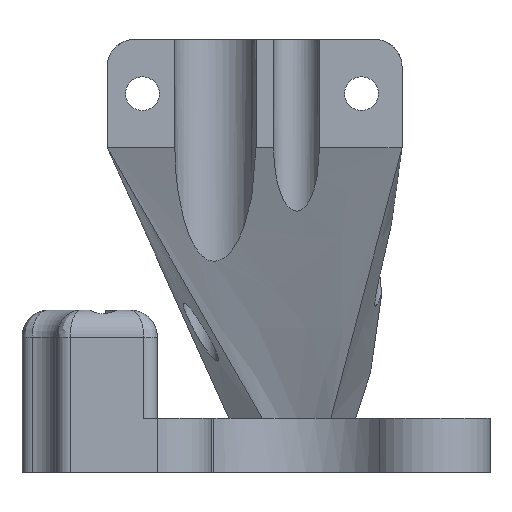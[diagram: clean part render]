
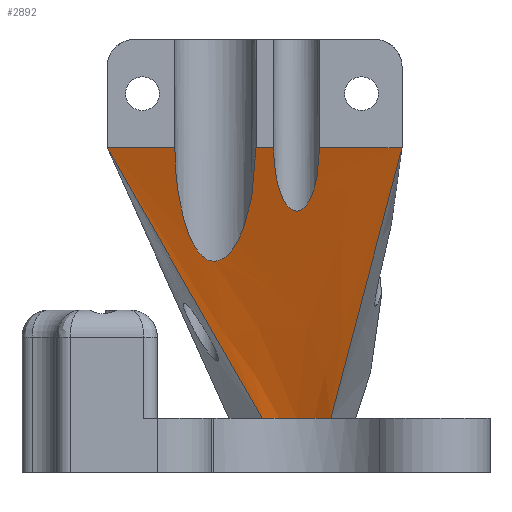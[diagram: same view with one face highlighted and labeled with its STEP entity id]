
A CAD part, front view. The second image highlights one B-rep face of the part: STEP entity #2892.
In plain terms, the highlighted free-form (B-spline) face has degree [3, 3] with [4, 4] control points.
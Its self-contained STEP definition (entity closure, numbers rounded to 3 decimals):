
#116=B_SPLINE_CURVE_WITH_KNOTS('',3,(#3704,#3705,#3706,#3707),
 .UNSPECIFIED.,.F.,.U.,(4,4),(0.,1.),.UNSPECIFIED.);
#124=B_SPLINE_CURVE_WITH_KNOTS('',3,(#4246,#4247,#4248,#4249,#4250,#4251,
#4252,#4253,#4254,#4255,#4256,#4257,#4258,#4259,#4260,#4261,#4262,#4263,
#4264,#4265,#4266,#4267,#4268,#4269),.UNSPECIFIED.,.F.,.U.,(4,2,2,2,2,2,
2,2,2,2,2,4),(-1.12,-1.003,-0.821,-0.726,
-0.672,-0.639,-0.611,-0.578,
-0.544,-0.5,-0.408,0.),
 .UNSPECIFIED.);
#125=B_SPLINE_CURVE_WITH_KNOTS('',3,(#4275,#4276,#4277,#4278,#4279,#4280,
#4281,#4282,#4283,#4284,#4285,#4286,#4287,#4288,#4289,#4290,#4291,#4292,
#4293,#4294,#4295,#4296),.UNSPECIFIED.,.F.,.U.,(4,2,2,2,2,2,2,2,2,2,4),
(-0.945,-0.906,-0.561,-0.449,
-0.412,-0.387,-0.364,-0.337,
-0.291,-0.203,0.),.UNSPECIFIED.);
#126=B_SPLINE_CURVE_WITH_KNOTS('',3,(#4317,#4318,#4319,#4320),
 .UNSPECIFIED.,.F.,.U.,(4,4),(0.,1.),.UNSPECIFIED.);
#296=VECTOR('',#1261,1.);
#472=LINE('',#4315,#296);
#633=VERTEX_POINT('',#3493);
#671=VERTEX_POINT('',#3638);
#681=VERTEX_POINT('',#3703);
#757=VERTEX_POINT('',#4245);
#758=VERTEX_POINT('',#4270);
#759=VERTEX_POINT('',#4274);
#760=VERTEX_POINT('',#4297);
#761=VERTEX_POINT('',#4316);
#1261=DIRECTION('',(1.,0.,0.));
#1262=DIRECTION('',(0.,1.,0.));
#1263=DIRECTION('',(9.525,0.,0.));
#1478=AXIS2_PLACEMENT_3D('',#4321,#1262,#1263);
#1562=CIRCLE('',#1478,9.525);
#1747=EDGE_CURVE('',#681,#671,#116,.T.);
#1861=EDGE_CURVE('',#758,#757,#124,.T.);
#1864=EDGE_CURVE('',#760,#759,#125,.T.);
#1866=EDGE_CURVE('',#761,#757,#472,.T.);
#1867=EDGE_CURVE('',#761,#633,#126,.T.);
#1868=EDGE_CURVE('',#671,#633,#1562,.T.);
#1869=EDGE_CURVE('',#760,#681,#472,.T.);
#1870=EDGE_CURVE('',#758,#759,#472,.T.);
#2439=ORIENTED_EDGE('',*,*,#1861,.T.);
#2440=ORIENTED_EDGE('',*,*,#1866,.F.);
#2441=ORIENTED_EDGE('',*,*,#1867,.T.);
#2442=ORIENTED_EDGE('',*,*,#1868,.F.);
#2443=ORIENTED_EDGE('',*,*,#1747,.F.);
#2444=ORIENTED_EDGE('',*,*,#1869,.F.);
#2445=ORIENTED_EDGE('',*,*,#1864,.T.);
#2446=ORIENTED_EDGE('',*,*,#1870,.F.);
#2631=EDGE_LOOP('',(#2439,#2440,#2441,#2442,#2443,#2444,#2445,#2446));
#2770=FACE_BOUND('',#2631,.T.);
#2892=ADVANCED_FACE('',(#2770),#4409,.F.);
#3493=CARTESIAN_POINT('',(-3.21,19.622,-8.714));
#3638=CARTESIAN_POINT('',(3.21,19.622,-8.714));
#3703=CARTESIAN_POINT('',(9.906,45.022,0.));
#3704=CARTESIAN_POINT('',(9.906,45.022,0.));
#3705=CARTESIAN_POINT('',(7.674,36.555,-2.905));
#3706=CARTESIAN_POINT('',(5.442,28.088,-5.809));
#3707=CARTESIAN_POINT('',(3.21,19.622,-8.714));
#4245=CARTESIAN_POINT('',(-11.43,45.022,0.));
#4246=CARTESIAN_POINT('',(-3.81,45.022,0.));
#4247=CARTESIAN_POINT('',(-3.81,43.843,-0.43));
#4248=CARTESIAN_POINT('',(-3.883,42.64,-0.869));
#4249=CARTESIAN_POINT('',(-4.275,39.67,-1.953));
#4250=CARTESIAN_POINT('',(-4.688,38.079,-2.532));
#4251=CARTESIAN_POINT('',(-5.52,36.212,-3.2));
#4252=CARTESIAN_POINT('',(-5.834,35.688,-3.384));
#4253=CARTESIAN_POINT('',(-6.353,35.062,-3.599));
#4254=CARTESIAN_POINT('',(-6.572,34.844,-3.672));
#4255=CARTESIAN_POINT('',(-6.976,34.572,-3.758));
#4256=CARTESIAN_POINT('',(-7.145,34.486,-3.785));
#4257=CARTESIAN_POINT('',(-7.477,34.387,-3.81));
#4258=CARTESIAN_POINT('',(-7.631,34.366,-3.813));
#4259=CARTESIAN_POINT('',(-7.974,34.381,-3.798));
#4260=CARTESIAN_POINT('',(-8.15,34.427,-3.777));
#4261=CARTESIAN_POINT('',(-8.489,34.58,-3.714));
#4262=CARTESIAN_POINT('',(-8.645,34.686,-3.672));
#4263=CARTESIAN_POINT('',(-8.971,34.963,-3.568));
#4264=CARTESIAN_POINT('',(-9.135,35.148,-3.5));
#4265=CARTESIAN_POINT('',(-9.579,35.738,-3.285));
#4266=CARTESIAN_POINT('',(-9.826,36.211,-3.117));
#4267=CARTESIAN_POINT('',(-10.896,38.675,-2.246));
#4268=CARTESIAN_POINT('',(-11.43,41.774,-1.164));
#4269=CARTESIAN_POINT('',(-11.43,45.022,0.));
#4270=CARTESIAN_POINT('',(-3.81,45.022,0.));
#4274=CARTESIAN_POINT('',(-2.159,45.022,0.));
#4275=CARTESIAN_POINT('',(2.159,45.022,0.));
#4276=CARTESIAN_POINT('',(2.159,44.855,-0.06));
#4277=CARTESIAN_POINT('',(2.156,44.688,-0.12));
#4278=CARTESIAN_POINT('',(2.107,43.063,-0.706));
#4279=CARTESIAN_POINT('',(1.872,41.696,-1.2));
#4280=CARTESIAN_POINT('',(1.36,40.361,-1.686));
#4281=CARTESIAN_POINT('',(1.145,39.881,-1.861));
#4282=CARTESIAN_POINT('',(0.736,39.415,-2.033));
#4283=CARTESIAN_POINT('',(0.62,39.308,-2.073));
#4284=CARTESIAN_POINT('',(0.4,39.171,-2.124));
#4285=CARTESIAN_POINT('',(0.303,39.128,-2.14));
#4286=CARTESIAN_POINT('',(0.103,39.08,-2.159));
#4287=CARTESIAN_POINT('',(0.005,39.075,-2.161));
#4288=CARTESIAN_POINT('',(-0.209,39.104,-2.152));
#4289=CARTESIAN_POINT('',(-0.318,39.144,-2.138));
#4290=CARTESIAN_POINT('',(-0.59,39.295,-2.084));
#4291=CARTESIAN_POINT('',(-0.738,39.436,-2.034));
#4292=CARTESIAN_POINT('',(-1.094,39.866,-1.879));
#4293=CARTESIAN_POINT('',(-1.309,40.258,-1.736));
#4294=CARTESIAN_POINT('',(-1.919,41.863,-1.152));
#4295=CARTESIAN_POINT('',(-2.159,43.408,-0.588));
#4296=CARTESIAN_POINT('',(-2.159,45.022,0.));
#4297=CARTESIAN_POINT('',(2.159,45.022,0.));
#4299=CARTESIAN_POINT('',(-17.78,45.022,0.));
#4300=CARTESIAN_POINT('',(-12.923,36.555,-2.905));
#4301=CARTESIAN_POINT('',(-8.066,28.088,-5.809));
#4302=CARTESIAN_POINT('',(-3.21,19.622,-8.714));
#4303=CARTESIAN_POINT('',(-8.551,45.022,0.));
#4304=CARTESIAN_POINT('',(-6.086,36.555,-3.15));
#4305=CARTESIAN_POINT('',(-3.62,28.088,-6.3));
#4306=CARTESIAN_POINT('',(-1.155,19.622,-9.449));
#4307=CARTESIAN_POINT('',(0.677,45.022,0.));
#4308=CARTESIAN_POINT('',(0.836,36.555,-3.15));
#4309=CARTESIAN_POINT('',(0.996,28.088,-6.3));
#4310=CARTESIAN_POINT('',(1.155,19.622,-9.449));
#4311=CARTESIAN_POINT('',(9.906,45.022,0.));
#4312=CARTESIAN_POINT('',(7.674,36.555,-2.905));
#4313=CARTESIAN_POINT('',(5.442,28.088,-5.809));
#4314=CARTESIAN_POINT('',(3.21,19.622,-8.714));
#4315=CARTESIAN_POINT('',(-17.78,45.022,0.));
#4316=CARTESIAN_POINT('',(-17.78,45.022,0.));
#4317=CARTESIAN_POINT('',(-17.78,45.022,0.));
#4318=CARTESIAN_POINT('',(-12.923,36.555,-2.905));
#4319=CARTESIAN_POINT('',(-8.066,28.088,-5.809));
#4320=CARTESIAN_POINT('',(-3.21,19.622,-8.714));
#4321=CARTESIAN_POINT('',(0.,19.622,0.254));
#4409=B_SPLINE_SURFACE_WITH_KNOTS('',3,3,((#4299,#4300,#4301,#4302),(#4303,
#4304,#4305,#4306),(#4307,#4308,#4309,#4310),(#4311,#4312,#4313,#4314)),
 .UNSPECIFIED.,.F.,.F.,.U.,(4,4),(4,4),(0.,1.),(0.,1.),.UNSPECIFIED.);
